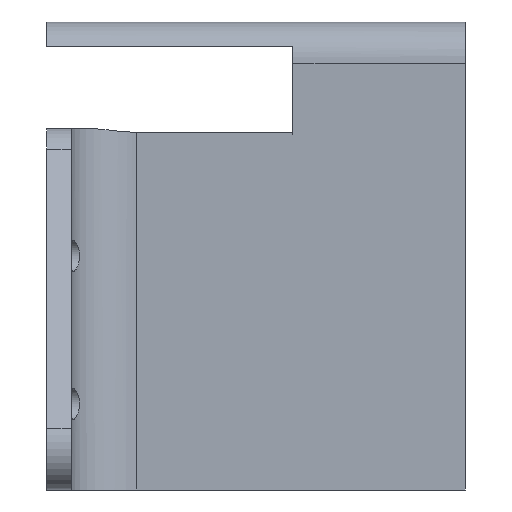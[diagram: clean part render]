
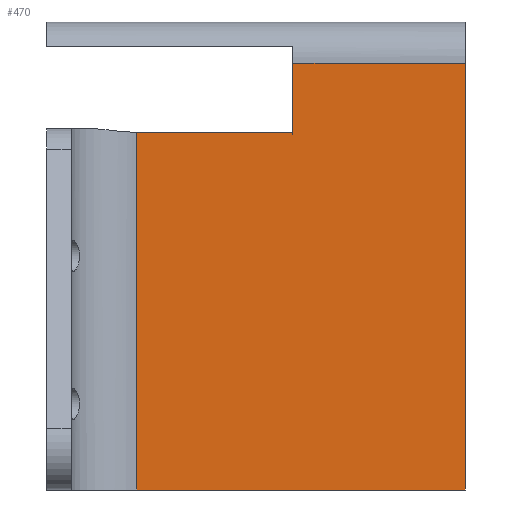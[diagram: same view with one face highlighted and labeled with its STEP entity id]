
A CAD part, left-side view. The second image highlights one B-rep face of the part: STEP entity #470.
In plain terms, the highlighted planar face has unit normal (-1, 0, 0).
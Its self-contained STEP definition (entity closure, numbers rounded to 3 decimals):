
#10 = ORIENTED_EDGE ( 'NONE', *, *, #138, .T. ) ;
#25 = AXIS2_PLACEMENT_3D ( 'NONE', #933, #1366, #831 ) ;
#61 = DIRECTION ( 'NONE',  ( 0., 0., 1. ) ) ;
#77 = PLANE ( 'NONE',  #25 ) ;
#138 = EDGE_CURVE ( 'NONE', #1369, #478, #884, .T. ) ;
#148 = CARTESIAN_POINT ( 'NONE',  ( -59., 21., 15.083 ) ) ;
#217 = VECTOR ( 'NONE', #1089, 1000. ) ;
#254 = EDGE_CURVE ( 'NONE', #312, #1369, #1230, .T. ) ;
#263 = VECTOR ( 'NONE', #1298, 1000. ) ;
#271 = FACE_OUTER_BOUND ( 'NONE', #349, .T. ) ;
#276 = CARTESIAN_POINT ( 'NONE',  ( -59., 21., 15.083 ) ) ;
#293 = DIRECTION ( 'NONE',  ( 0., 1., 0. ) ) ;
#312 = VERTEX_POINT ( 'NONE', #770 ) ;
#318 = VERTEX_POINT ( 'NONE', #148 ) ;
#349 = EDGE_LOOP ( 'NONE', ( #872, #1249, #576, #1318, #10, #504 ) ) ;
#389 = CARTESIAN_POINT ( 'NONE',  ( -59., 40., 15.083 ) ) ;
#429 = EDGE_CURVE ( 'NONE', #318, #869, #1346, .T. ) ;
#470 = ADVANCED_FACE ( 'NONE', ( #271 ), #77, .F. ) ;
#478 = VERTEX_POINT ( 'NONE', #1265 ) ;
#504 = ORIENTED_EDGE ( 'NONE', *, *, #876, .F. ) ;
#517 = LINE ( 'NONE', #1190, #217 ) ;
#576 = ORIENTED_EDGE ( 'NONE', *, *, #1090, .T. ) ;
#612 = VERTEX_POINT ( 'NONE', #1287 ) ;
#687 = CARTESIAN_POINT ( 'NONE',  ( -59., 0., -28.5 ) ) ;
#755 = CARTESIAN_POINT ( 'NONE',  ( -59., 0., 23.5 ) ) ;
#770 = CARTESIAN_POINT ( 'NONE',  ( -59., 0., -28.5 ) ) ;
#801 = DIRECTION ( 'NONE',  ( 0., 0., 1. ) ) ;
#822 = CARTESIAN_POINT ( 'NONE',  ( -59., 21., 25.5 ) ) ;
#831 = DIRECTION ( 'NONE',  ( 0., 0., -1. ) ) ;
#848 = VECTOR ( 'NONE', #293, 1000. ) ;
#865 = CARTESIAN_POINT ( 'NONE',  ( -59., 51., -28.5 ) ) ;
#869 = VERTEX_POINT ( 'NONE', #389 ) ;
#871 = VECTOR ( 'NONE', #1320, 1000. ) ;
#872 = ORIENTED_EDGE ( 'NONE', *, *, #429, .T. ) ;
#876 = EDGE_CURVE ( 'NONE', #318, #478, #1139, .T. ) ;
#884 = LINE ( 'NONE', #1117, #871 ) ;
#933 = CARTESIAN_POINT ( 'NONE',  ( -59., 51., -28.5 ) ) ;
#991 = LINE ( 'NONE', #865, #263 ) ;
#1089 = DIRECTION ( 'NONE',  ( 0., 0., -1. ) ) ;
#1090 = EDGE_CURVE ( 'NONE', #612, #312, #991, .T. ) ;
#1117 = CARTESIAN_POINT ( 'NONE',  ( -59., 51., 23.5 ) ) ;
#1139 = LINE ( 'NONE', #822, #1245 ) ;
#1190 = CARTESIAN_POINT ( 'NONE',  ( -59., 40., -28.5 ) ) ;
#1230 = LINE ( 'NONE', #687, #1385 ) ;
#1245 = VECTOR ( 'NONE', #61, 1000. ) ;
#1249 = ORIENTED_EDGE ( 'NONE', *, *, #1326, .T. ) ;
#1265 = CARTESIAN_POINT ( 'NONE',  ( -59., 21., 23.5 ) ) ;
#1287 = CARTESIAN_POINT ( 'NONE',  ( -59., 40., -28.5 ) ) ;
#1298 = DIRECTION ( 'NONE',  ( 0., -1., 0. ) ) ;
#1318 = ORIENTED_EDGE ( 'NONE', *, *, #254, .T. ) ;
#1320 = DIRECTION ( 'NONE',  ( 0., 1., 0. ) ) ;
#1326 = EDGE_CURVE ( 'NONE', #869, #612, #517, .T. ) ;
#1346 = LINE ( 'NONE', #276, #848 ) ;
#1366 = DIRECTION ( 'NONE',  ( 1., 0., 0. ) ) ;
#1369 = VERTEX_POINT ( 'NONE', #755 ) ;
#1385 = VECTOR ( 'NONE', #801, 1000. ) ;
